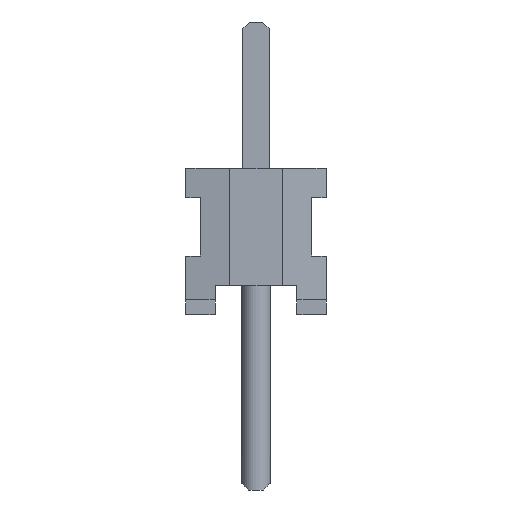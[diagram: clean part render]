
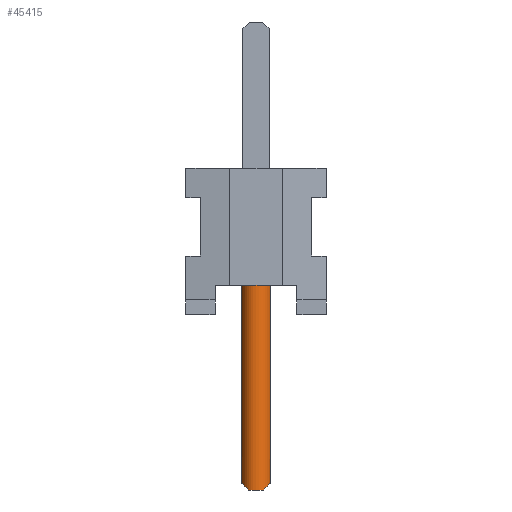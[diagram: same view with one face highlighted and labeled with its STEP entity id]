
A CAD part, left-side view. The second image highlights one B-rep face of the part: STEP entity #45415.
In plain terms, the highlighted cylindrical face has radius 0.254 mm (diameter 0.508 mm), a full revolution.
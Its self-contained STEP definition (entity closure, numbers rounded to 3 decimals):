
#43221 = EDGE_CURVE('',#43222,#43224,#43226,.T.);
#43222 = VERTEX_POINT('',#43223);
#43223 = CARTESIAN_POINT('',(-21.844,0.,1.27));
#43224 = VERTEX_POINT('',#43225);
#43225 = CARTESIAN_POINT('',(-21.37,0.127,1.27));
#43226 = CIRCLE('',#43227,0.254);
#43227 = AXIS2_PLACEMENT_3D('',#43228,#43229,#43230);
#43228 = CARTESIAN_POINT('',(-21.59,0.,1.27));
#43229 = DIRECTION('',(0.,0.,1.));
#43230 = DIRECTION('',(1.,0.,0.));
#43232 = EDGE_CURVE('',#43224,#43222,#43233,.T.);
#43233 = CIRCLE('',#43234,0.254);
#43234 = AXIS2_PLACEMENT_3D('',#43235,#43236,#43237);
#43235 = CARTESIAN_POINT('',(-21.59,0.,1.27));
#43236 = DIRECTION('',(0.,0.,1.));
#43237 = DIRECTION('',(1.,0.,0.));
#45415 = ADVANCED_FACE('',(#45416),#45462,.T.);
#45416 = FACE_BOUND('',#45417,.T.);
#45417 = EDGE_LOOP('',(#45418,#45419,#45426,#45435,#45444,#45453,#45460,
    #45461));
#45418 = ORIENTED_EDGE('',*,*,#43232,.F.);
#45419 = ORIENTED_EDGE('',*,*,#45420,.T.);
#45420 = EDGE_CURVE('',#43224,#45421,#45423,.T.);
#45421 = VERTEX_POINT('',#45422);
#45422 = CARTESIAN_POINT('',(-21.37,0.127,-3.048));
#45423 = B_SPLINE_CURVE_WITH_KNOTS('',1,(#45424,#45425),.UNSPECIFIED.,
  .F.,.F.,(2,2),(0.,4.318),.PIECEWISE_BEZIER_KNOTS.);
#45424 = CARTESIAN_POINT('',(-21.37,0.127,1.27));
#45425 = CARTESIAN_POINT('',(-21.37,0.127,-3.048));
#45426 = ORIENTED_EDGE('',*,*,#45427,.T.);
#45427 = EDGE_CURVE('',#45421,#45428,#45430,.T.);
#45428 = VERTEX_POINT('',#45429);
#45429 = CARTESIAN_POINT('',(-21.81,0.127,-3.048));
#45430 = ELLIPSE('',#45431,0.359,0.254);
#45431 = AXIS2_PLACEMENT_3D('',#45432,#45433,#45434);
#45432 = CARTESIAN_POINT('',(-21.59,0.,-3.175));
#45433 = DIRECTION('',(0.,-0.707,0.707));
#45434 = DIRECTION('',(0.,-0.707,-0.707));
#45435 = ORIENTED_EDGE('',*,*,#45436,.T.);
#45436 = EDGE_CURVE('',#45428,#45437,#45439,.T.);
#45437 = VERTEX_POINT('',#45438);
#45438 = CARTESIAN_POINT('',(-21.81,-0.127,-3.048));
#45439 = CIRCLE('',#45440,0.254);
#45440 = AXIS2_PLACEMENT_3D('',#45441,#45442,#45443);
#45441 = CARTESIAN_POINT('',(-21.59,0.,-3.048));
#45442 = DIRECTION('',(0.,0.,1.));
#45443 = DIRECTION('',(0.,-1.,0.));
#45444 = ORIENTED_EDGE('',*,*,#45445,.T.);
#45445 = EDGE_CURVE('',#45437,#45446,#45448,.T.);
#45446 = VERTEX_POINT('',#45447);
#45447 = CARTESIAN_POINT('',(-21.37,-0.127,-3.048));
#45448 = ELLIPSE('',#45449,0.359,0.254);
#45449 = AXIS2_PLACEMENT_3D('',#45450,#45451,#45452);
#45450 = CARTESIAN_POINT('',(-21.59,0.,-3.175));
#45451 = DIRECTION('',(0.,0.707,0.707));
#45452 = DIRECTION('',(0.,0.707,-0.707));
#45453 = ORIENTED_EDGE('',*,*,#45454,.T.);
#45454 = EDGE_CURVE('',#45446,#45421,#45455,.T.);
#45455 = CIRCLE('',#45456,0.254);
#45456 = AXIS2_PLACEMENT_3D('',#45457,#45458,#45459);
#45457 = CARTESIAN_POINT('',(-21.59,0.,-3.048));
#45458 = DIRECTION('',(0.,0.,1.));
#45459 = DIRECTION('',(0.,-1.,0.));
#45460 = ORIENTED_EDGE('',*,*,#45420,.F.);
#45461 = ORIENTED_EDGE('',*,*,#43221,.F.);
#45462 = CYLINDRICAL_SURFACE('',#45463,0.254);
#45463 = AXIS2_PLACEMENT_3D('',#45464,#45465,#45466);
#45464 = CARTESIAN_POINT('',(-21.59,0.,1.27));
#45465 = DIRECTION('',(0.,0.,-1.));
#45466 = DIRECTION('',(0.,1.,0.));
